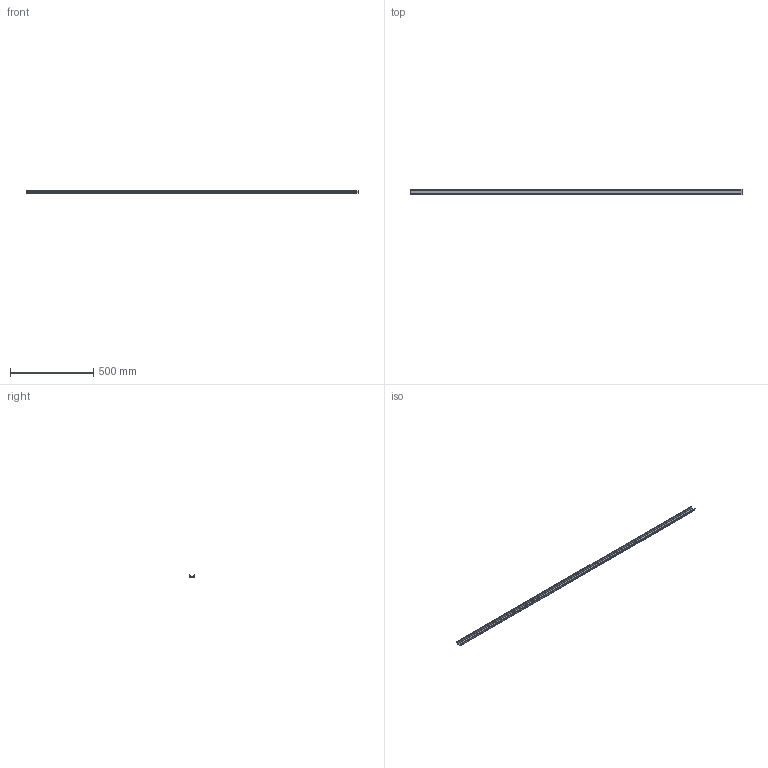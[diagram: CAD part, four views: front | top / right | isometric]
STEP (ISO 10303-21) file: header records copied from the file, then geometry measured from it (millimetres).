
FILE_DESCRIPTION(('CATIA V5 STEP Exchange','CAx-IF Rec.Pracs.--- Model Styling and Organization---1.4--- 2014-01-23'),'2;1');
FILE_NAME ('001244-6_2', '2023-01-06T13:09:59+00:00', ('none'), ('Weidmueller'), 'CATIA Version 5-6 Release 2016 SP3 HF44', 'CATIA V5 STEP AP214', 'none');
FILE_SCHEMA(('AUTOMOTIVE_DESIGN { 1 0 10303 214 1 1 1 1 }'));
Length unit declared in the file: millimetre
Products named in the file (1): 0236400000_09784_TS_35X15_2M-ST-ZN
Bounding box: 2000 x 35 x 15 mm (x, y, z)
Volume: 176929.2 mm3; surface area: 243539.9 mm2
Topology: 1 solids, 1 shells, 32 faces, 90 edges, 60 vertices
Faces by surface type: plane 16, extrusion 8, cylinder 8
Entity records: 1169 total; most frequent: CARTESIAN_POINT 368, ORIENTED_EDGE 180, DIRECTION 117, EDGE_CURVE 90, VECTOR 61, VERTEX_POINT 60, LINE 53, B_SPLINE_CURVE_WITH_KNOTS 37
